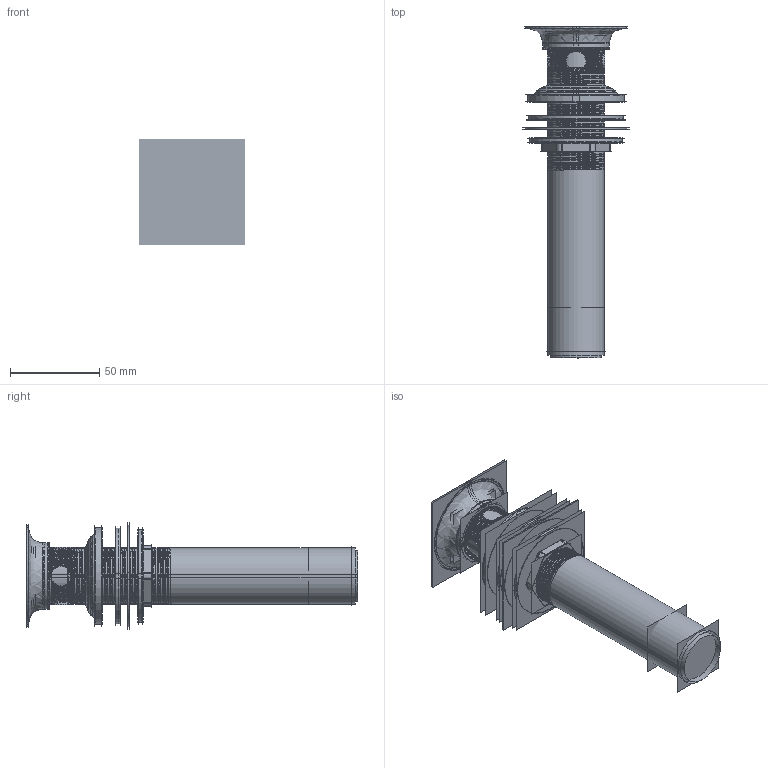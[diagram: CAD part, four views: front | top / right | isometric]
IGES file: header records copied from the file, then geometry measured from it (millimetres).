
Start section:  PTC IGES file: 3212.igs
Global section: file name: 3212.igs; native system: Creo Parametric by PTC Inc.; preprocessor: 2018500; author: NSantos; organization: Unknown; date: 20210610.155019; units: inch
Bounding box: 59.44 x 185.66 x 59.51 mm (x, y, z)
Surface area: 1410316.7 mm2 (no closed solid volume)
Topology: 0 solids, 0 shells, 1195 faces, 20584 edges, 27503 vertices
Faces by surface type: revolution 820, bspline 375
